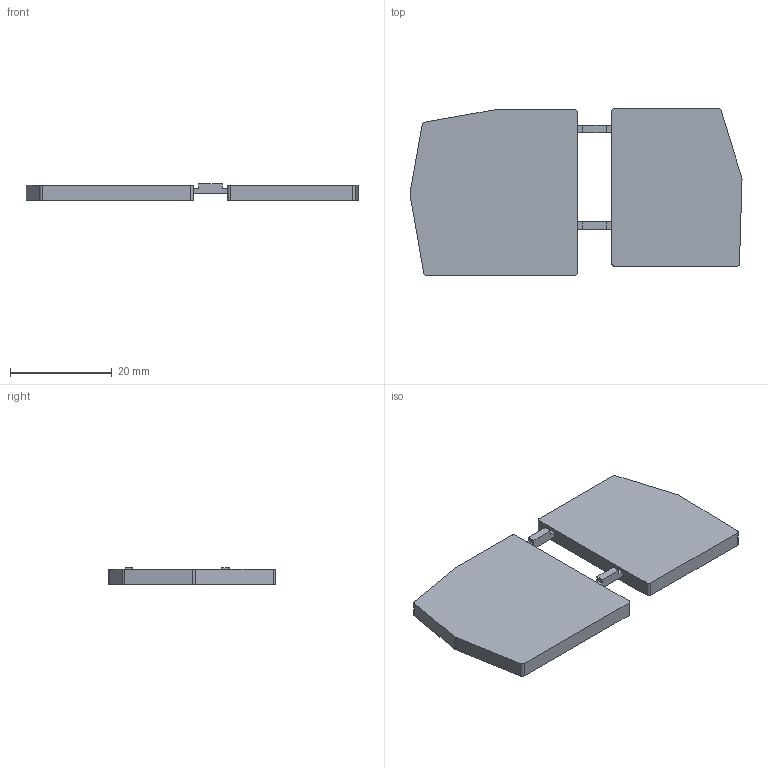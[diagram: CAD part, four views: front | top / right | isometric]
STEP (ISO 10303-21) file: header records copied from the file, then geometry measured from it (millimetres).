
FILE_DESCRIPTION((''),'2;1');
FILE_NAME('SDK10_DP-SET_3D_STEP','2016-06-29T',('Frank Ludolph'),(''),'CREO PARAMETRIC BY PTC INC, 2015290','CREO PARAMETRIC BY PTC INC, 2015290','');
FILE_SCHEMA(('CONFIG_CONTROL_DESIGN'));
Length unit declared in the file: millimetre
Products named in the file (1): SDK10_DP-SET_3D_STEP
Bounding box: 65.26 x 32.8 x 3.25 mm (x, y, z)
Volume: 5337.3 mm3; surface area: 4315.6 mm2
Topology: 1 solids, 1 shells, 42 faces, 114 edges, 76 vertices
Faces by surface type: plane 31, cylinder 11
Entity records: 1362 total; most frequent: CARTESIAN_POINT 232, ORIENTED_EDGE 228, DIRECTION 220, EDGE_CURVE 114, VECTOR 92, LINE 92, VERTEX_POINT 76, AXIS2_PLACEMENT_3D 64
